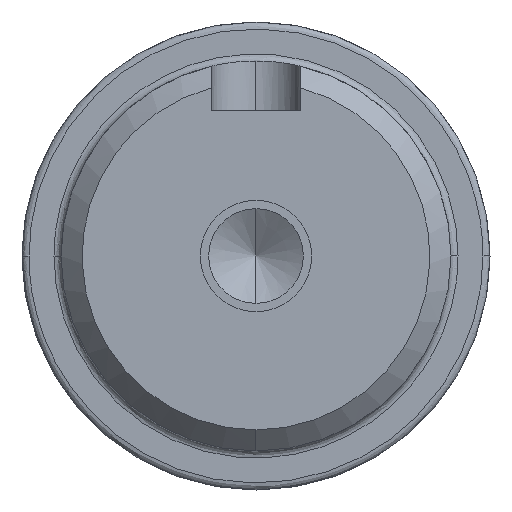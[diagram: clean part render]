
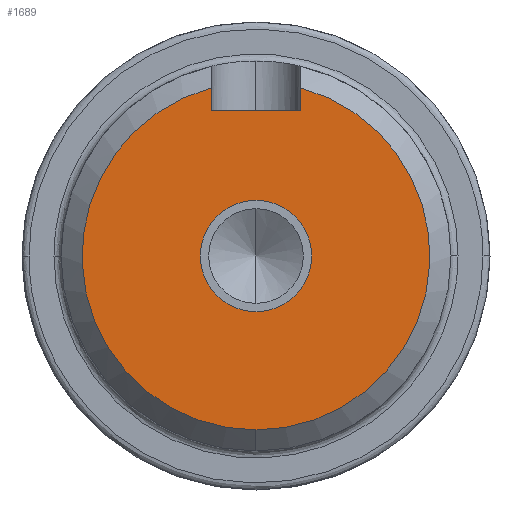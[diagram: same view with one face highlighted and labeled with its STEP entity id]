
A CAD part, left-side view. The second image highlights one B-rep face of the part: STEP entity #1689.
In plain terms, the highlighted planar face has unit normal (-1, 0, 0).
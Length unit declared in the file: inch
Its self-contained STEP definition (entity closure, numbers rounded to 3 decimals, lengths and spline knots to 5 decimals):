
#63 = DIRECTION ( 'NONE',  ( -1., 0., 0. ) ) ;
#215 = VECTOR ( 'NONE', #380, 39.37008 ) ;
#224 = VECTOR ( 'NONE', #1531, 39.37008 ) ;
#234 = LINE ( 'NONE', #1954, #215 ) ;
#240 = LINE ( 'NONE', #1359, #224 ) ;
#243 = VECTOR ( 'NONE', #1005, 39.37008 ) ;
#250 = LINE ( 'NONE', #842, #243 ) ;
#267 = CIRCLE ( 'NONE', #1542, 0.97559 ) ;
#278 = CIRCLE ( 'NONE', #1405, 0.3125 ) ;
#380 = DIRECTION ( 'NONE',  ( 0., 0., -1. ) ) ;
#407 = CIRCLE ( 'NONE', #1250, 0.97559 ) ;
#540 = FACE_OUTER_BOUND ( 'NONE', #2004, .T. ) ;
#565 = FACE_BOUND ( 'NONE', #2056, .T. ) ;
#635 = CARTESIAN_POINT ( 'NONE',  ( -17.12436, 0., 0. ) ) ;
#692 = CARTESIAN_POINT ( 'NONE',  ( -17.12436, 0., 0. ) ) ;
#694 = DIRECTION ( 'NONE',  ( 1., 0., 0. ) ) ;
#706 = CARTESIAN_POINT ( 'NONE',  ( -17.12436, -0.25, 0.94301 ) ) ;
#779 = DIRECTION ( 'NONE',  ( 0., 0., -1. ) ) ;
#842 = CARTESIAN_POINT ( 'NONE',  ( -17.12436, 0., 0.81575 ) ) ;
#850 = CARTESIAN_POINT ( 'NONE',  ( -17.12436, 0., 0. ) ) ;
#879 = CARTESIAN_POINT ( 'NONE',  ( -17.12436, 0., 0.3125 ) ) ;
#911 = CIRCLE ( 'NONE', #1402, 0.3125 ) ;
#1000 = CARTESIAN_POINT ( 'NONE',  ( -17.12436, 0., 0. ) ) ;
#1005 = DIRECTION ( 'NONE',  ( 0., -1., 0. ) ) ;
#1010 = DIRECTION ( 'NONE',  ( 0., 0., -1. ) ) ;
#1149 = VERTEX_POINT ( 'NONE', #879 ) ;
#1158 = DIRECTION ( 'NONE',  ( 0., 0., 1. ) ) ;
#1163 = CARTESIAN_POINT ( 'NONE',  ( -17.12436, -0.25, 0.81575 ) ) ;
#1250 = AXIS2_PLACEMENT_3D ( 'NONE', #635, #1880, #779 ) ;
#1271 = AXIS2_PLACEMENT_3D ( 'NONE', #692, #694, #1952 ) ;
#1272 = EDGE_CURVE ( 'NONE', #1928, #1149, #911, .T. ) ;
#1306 = VERTEX_POINT ( 'NONE', #1427 ) ;
#1359 = CARTESIAN_POINT ( 'NONE',  ( -17.12436, 0.25, 0.81575 ) ) ;
#1375 = ORIENTED_EDGE ( 'NONE', *, *, #1860, .F. ) ;
#1402 = AXIS2_PLACEMENT_3D ( 'NONE', #1802, #1673, #1662 ) ;
#1405 = AXIS2_PLACEMENT_3D ( 'NONE', #1000, #63, #1158 ) ;
#1427 = CARTESIAN_POINT ( 'NONE',  ( -17.12436, 0.25, 0.94301 ) ) ;
#1473 = ORIENTED_EDGE ( 'NONE', *, *, #1866, .T. ) ;
#1493 = ORIENTED_EDGE ( 'NONE', *, *, #1272, .F. ) ;
#1531 = DIRECTION ( 'NONE',  ( 0., 0., 1. ) ) ;
#1542 = AXIS2_PLACEMENT_3D ( 'NONE', #850, #2102, #1010 ) ;
#1583 = VERTEX_POINT ( 'NONE', #2156 ) ;
#1589 = CARTESIAN_POINT ( 'NONE',  ( -17.12436, 0.25, 0.81575 ) ) ;
#1662 = DIRECTION ( 'NONE',  ( 0., 0., 1. ) ) ;
#1673 = DIRECTION ( 'NONE',  ( -1., 0., 0. ) ) ;
#1676 = ORIENTED_EDGE ( 'NONE', *, *, #1777, .F. ) ;
#1689 = ADVANCED_FACE ( 'NONE', ( #540, #565 ), #1755, .F. ) ;
#1697 = VERTEX_POINT ( 'NONE', #1163 ) ;
#1709 = ORIENTED_EDGE ( 'NONE', *, *, #1869, .T. ) ;
#1721 = ORIENTED_EDGE ( 'NONE', *, *, #1868, .F. ) ;
#1755 = PLANE ( 'NONE',  #1271 ) ;
#1777 = EDGE_CURVE ( 'NONE', #1961, #1583, #407, .T. ) ;
#1802 = CARTESIAN_POINT ( 'NONE',  ( -17.12436, 0., 0. ) ) ;
#1842 = ORIENTED_EDGE ( 'NONE', *, *, #1844, .F. ) ;
#1844 = EDGE_CURVE ( 'NONE', #1149, #1928, #278, .T. ) ;
#1860 = EDGE_CURVE ( 'NONE', #2125, #1697, #250, .T. ) ;
#1866 = EDGE_CURVE ( 'NONE', #2125, #1306, #240, .T. ) ;
#1868 = EDGE_CURVE ( 'NONE', #1583, #1306, #267, .T. ) ;
#1869 = EDGE_CURVE ( 'NONE', #1961, #1697, #234, .T. ) ;
#1880 = DIRECTION ( 'NONE',  ( 1., 0., 0. ) ) ;
#1928 = VERTEX_POINT ( 'NONE', #1964 ) ;
#1952 = DIRECTION ( 'NONE',  ( 0., 1., 0. ) ) ;
#1954 = CARTESIAN_POINT ( 'NONE',  ( -17.12436, -0.25, 0.81575 ) ) ;
#1961 = VERTEX_POINT ( 'NONE', #706 ) ;
#1964 = CARTESIAN_POINT ( 'NONE',  ( -17.12436, 0., -0.3125 ) ) ;
#2004 = EDGE_LOOP ( 'NONE', ( #1473, #1721, #1676, #1709, #1375 ) ) ;
#2056 = EDGE_LOOP ( 'NONE', ( #1842, #1493 ) ) ;
#2102 = DIRECTION ( 'NONE',  ( 1., 0., 0. ) ) ;
#2125 = VERTEX_POINT ( 'NONE', #1589 ) ;
#2156 = CARTESIAN_POINT ( 'NONE',  ( -17.12436, 0., -0.97559 ) ) ;
